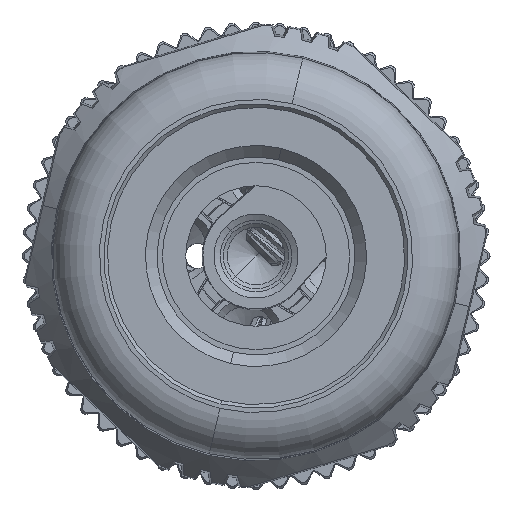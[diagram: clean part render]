
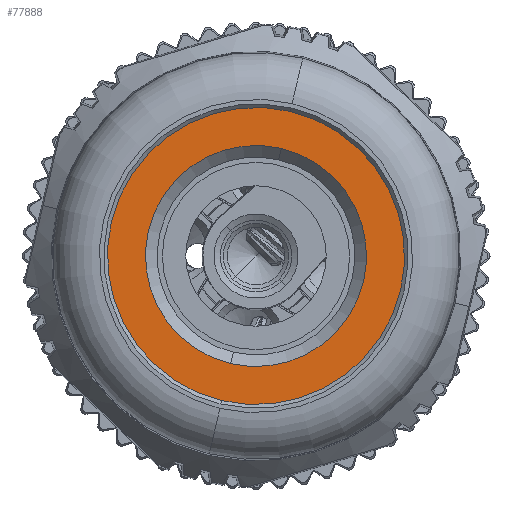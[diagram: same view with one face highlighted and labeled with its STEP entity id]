
A CAD part, front view. The second image highlights one B-rep face of the part: STEP entity #77888.
In plain terms, the highlighted planar face has unit normal (0, -1, 0).
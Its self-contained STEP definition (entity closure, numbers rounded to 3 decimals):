
#26168=CARTESIAN_POINT('',(0.,-50.9,0.));
#26169=DIRECTION('',(0.,1.,0.));
#26170=DIRECTION('',(-0.23,0.,-0.973));
#26171=AXIS2_PLACEMENT_3D('',#26168,#26169,#26170);
#26173=CARTESIAN_POINT('',(0.,-50.9,0.));
#26174=DIRECTION('',(0.,1.,0.));
#26175=DIRECTION('',(0.23,0.,0.973));
#26176=AXIS2_PLACEMENT_3D('',#26173,#26174,#26175);
#26178=CARTESIAN_POINT('',(0.,-50.9,0.));
#26179=DIRECTION('',(0.,-1.,0.));
#26180=DIRECTION('',(0.23,0.,0.973));
#26181=AXIS2_PLACEMENT_3D('',#26178,#26179,#26180);
#26183=CARTESIAN_POINT('',(0.,-50.9,0.));
#26184=DIRECTION('',(0.,-1.,0.));
#26185=DIRECTION('',(-0.23,0.,-0.973));
#26186=AXIS2_PLACEMENT_3D('',#26183,#26184,#26185);
#45299=CARTESIAN_POINT('',(1.461,-50.9,6.18));
#45300=VERTEX_POINT('',#45299);
#45301=CARTESIAN_POINT('',(-1.461,-50.9,-6.18));
#45302=VERTEX_POINT('',#45301);
#45303=CARTESIAN_POINT('',(1.087,-50.9,4.598));
#45304=CARTESIAN_POINT('',(-1.087,-50.9,-4.598));
#45305=VERTEX_POINT('',#45303);
#45306=VERTEX_POINT('',#45304);
#77873=CARTESIAN_POINT('',(0.,-50.9,0.));
#77874=DIRECTION('',(0.,-1.,0.));
#77875=DIRECTION('',(-0.23,0.,-0.973));
#77876=AXIS2_PLACEMENT_3D('',#77873,#77874,#77875);
#77877=PLANE('',#77876);
#77878=ORIENTED_EDGE('',*,*,#77853,.T.);
#77879=ORIENTED_EDGE('',*,*,#77867,.T.);
#77880=EDGE_LOOP('',(#77878,#77879));
#77881=FACE_OUTER_BOUND('',#77880,.F.);
#77883=ORIENTED_EDGE('',*,*,#77882,.T.);
#77885=ORIENTED_EDGE('',*,*,#77884,.T.);
#77886=EDGE_LOOP('',(#77883,#77885));
#77887=FACE_BOUND('',#77886,.F.);
#77888=ADVANCED_FACE('',(#77881,#77887),#77877,.T.);
#26172=CIRCLE('',#26171,6.35);
#26177=CIRCLE('',#26176,6.35);
#26182=CIRCLE('',#26181,4.725);
#26187=CIRCLE('',#26186,4.725);
#77853=EDGE_CURVE('',#45302,#45300,#26172,.T.);
#77867=EDGE_CURVE('',#45300,#45302,#26177,.T.);
#77882=EDGE_CURVE('',#45305,#45306,#26182,.T.);
#77884=EDGE_CURVE('',#45306,#45305,#26187,.T.);
